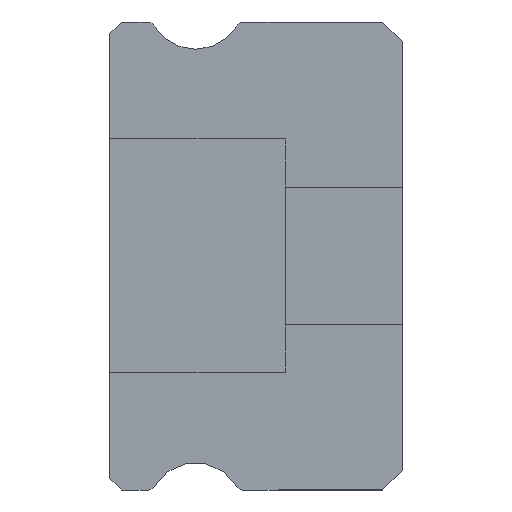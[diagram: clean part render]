
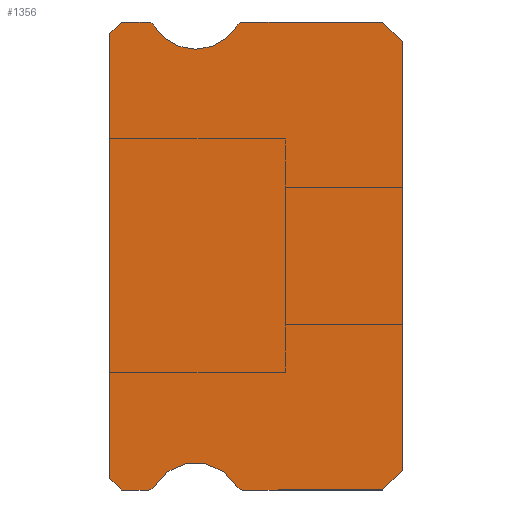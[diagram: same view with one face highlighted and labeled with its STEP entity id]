
A CAD part, left-side view. The second image highlights one B-rep face of the part: STEP entity #1356.
In plain terms, the highlighted planar face has unit normal (-1, 0, 0).
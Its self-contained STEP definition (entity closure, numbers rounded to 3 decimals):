
#15 = DIRECTION ( 'NONE',  ( 0., 0., -1. ) ) ;
#23 = CARTESIAN_POINT ( 'NONE',  ( -5., 7.5, 5.7 ) ) ;
#162 = CARTESIAN_POINT ( 'NONE',  ( -5., 6.512, 6. ) ) ;
#187 = DIRECTION ( 'NONE',  ( 0., 0., -1. ) ) ;
#217 = VECTOR ( 'NONE', #1234, 1000. ) ;
#232 = CARTESIAN_POINT ( 'NONE',  ( -5., 6.512, -6. ) ) ;
#302 = CARTESIAN_POINT ( 'NONE',  ( -5., 5.3, 5.3 ) ) ;
#381 = ORIENTED_EDGE ( 'NONE', *, *, #1511, .F. ) ;
#441 = LINE ( 'NONE', #4759, #1304 ) ;
#456 = LINE ( 'NONE', #8266, #2610 ) ;
#561 = LINE ( 'NONE', #2529, #8078 ) ;
#571 = VERTEX_POINT ( 'NONE', #3944 ) ;
#643 = EDGE_CURVE ( 'NONE', #4032, #6523, #3904, .T. ) ;
#650 = EDGE_LOOP ( 'NONE', ( #6362, #4045, #2593, #7211, #1649, #6842, #1691, #3554, #5676, #5446, #4492, #3406, #5957, #1461, #8185, #381, #8821 ) ) ;
#671 = CARTESIAN_POINT ( 'NONE',  ( -5., 6.512, -5.85 ) ) ;
#723 = CIRCLE ( 'NONE', #3829, 1.25 ) ;
#804 = DIRECTION ( 'NONE',  ( 1., 0., 0. ) ) ;
#851 = EDGE_CURVE ( 'NONE', #8108, #7314, #8463, .T. ) ;
#906 = CARTESIAN_POINT ( 'NONE',  ( -5., 0., -5.5 ) ) ;
#948 = AXIS2_PLACEMENT_3D ( 'NONE', #8936, #5940, #6031 ) ;
#1023 = EDGE_CURVE ( 'NONE', #7807, #6112, #1763, .T. ) ;
#1142 = VERTEX_POINT ( 'NONE', #7059 ) ;
#1234 = DIRECTION ( 'NONE',  ( 0., 0.707, -0.707 ) ) ;
#1304 = VECTOR ( 'NONE', #4806, 1000. ) ;
#1310 = CIRCLE ( 'NONE', #8669, 0.15 ) ;
#1316 = DIRECTION ( 'NONE',  ( -1., 0., 0. ) ) ;
#1346 = DIRECTION ( 'NONE',  ( 0., 0., -1. ) ) ;
#1356 = ADVANCED_FACE ( 'NONE', ( #3912 ), #1886, .F. ) ;
#1412 = LINE ( 'NONE', #4246, #8083 ) ;
#1461 = ORIENTED_EDGE ( 'NONE', *, *, #851, .F. ) ;
#1486 = CARTESIAN_POINT ( 'NONE',  ( -5., 5.3, 6.55 ) ) ;
#1511 = EDGE_CURVE ( 'NONE', #5105, #4028, #9058, .T. ) ;
#1649 = ORIENTED_EDGE ( 'NONE', *, *, #6436, .F. ) ;
#1691 = ORIENTED_EDGE ( 'NONE', *, *, #643, .F. ) ;
#1763 = LINE ( 'NONE', #232, #5948 ) ;
#1873 = CARTESIAN_POINT ( 'NONE',  ( -5., 6.512, -6. ) ) ;
#1886 = PLANE ( 'NONE',  #948 ) ;
#2014 = DIRECTION ( 'NONE',  ( -1., 0., 0. ) ) ;
#2088 = VERTEX_POINT ( 'NONE', #906 ) ;
#2111 = CARTESIAN_POINT ( 'NONE',  ( -5., 6.383, 5.925 ) ) ;
#2143 = AXIS2_PLACEMENT_3D ( 'NONE', #6307, #804, #8551 ) ;
#2173 = CARTESIAN_POINT ( 'NONE',  ( -5., 4.088, 5.85 ) ) ;
#2209 = CIRCLE ( 'NONE', #3386, 1.25 ) ;
#2320 = CARTESIAN_POINT ( 'NONE',  ( -5., 7.2, 6. ) ) ;
#2357 = EDGE_CURVE ( 'NONE', #2088, #7370, #456, .T. ) ;
#2441 = LINE ( 'NONE', #5116, #8536 ) ;
#2464 = EDGE_CURVE ( 'NONE', #7236, #4032, #4995, .T. ) ;
#2528 = CARTESIAN_POINT ( 'NONE',  ( -5., 6.383, -5.925 ) ) ;
#2529 = CARTESIAN_POINT ( 'NONE',  ( -5., 7.2, -6. ) ) ;
#2570 = DIRECTION ( 'NONE',  ( 0., -0.707, -0.707 ) ) ;
#2593 = ORIENTED_EDGE ( 'NONE', *, *, #7307, .T. ) ;
#2610 = VECTOR ( 'NONE', #4771, 1000. ) ;
#2886 = AXIS2_PLACEMENT_3D ( 'NONE', #1486, #5606, #187 ) ;
#2913 = VECTOR ( 'NONE', #8648, 1000. ) ;
#3169 = LINE ( 'NONE', #5938, #2913 ) ;
#3204 = CARTESIAN_POINT ( 'NONE',  ( -5., 4.217, 5.925 ) ) ;
#3277 = CARTESIAN_POINT ( 'NONE',  ( -5., 7.2, -6. ) ) ;
#3310 = VERTEX_POINT ( 'NONE', #2320 ) ;
#3386 = AXIS2_PLACEMENT_3D ( 'NONE', #6344, #1316, #15 ) ;
#3406 = ORIENTED_EDGE ( 'NONE', *, *, #8305, .F. ) ;
#3473 = AXIS2_PLACEMENT_3D ( 'NONE', #8224, #6946, #6295 ) ;
#3554 = ORIENTED_EDGE ( 'NONE', *, *, #2464, .F. ) ;
#3586 = DIRECTION ( 'NONE',  ( 0., 0., -1. ) ) ;
#3829 = AXIS2_PLACEMENT_3D ( 'NONE', #8357, #2014, #1346 ) ;
#3904 = CIRCLE ( 'NONE', #3473, 0.15 ) ;
#3912 = FACE_OUTER_BOUND ( 'NONE', #650, .T. ) ;
#3944 = CARTESIAN_POINT ( 'NONE',  ( -5., 4.088, 6. ) ) ;
#3955 = EDGE_CURVE ( 'NONE', #2088, #7236, #8337, .T. ) ;
#4028 = VERTEX_POINT ( 'NONE', #2111 ) ;
#4032 = VERTEX_POINT ( 'NONE', #6990 ) ;
#4045 = ORIENTED_EDGE ( 'NONE', *, *, #6878, .F. ) ;
#4157 = DIRECTION ( 'NONE',  ( 1., 0., 0. ) ) ;
#4222 = DIRECTION ( 'NONE',  ( 0., 1., 0. ) ) ;
#4246 = CARTESIAN_POINT ( 'NONE',  ( -5., 7.5, 5.7 ) ) ;
#4335 = EDGE_CURVE ( 'NONE', #5105, #3310, #4813, .T. ) ;
#4382 = EDGE_CURVE ( 'NONE', #7314, #571, #7191, .T. ) ;
#4492 = ORIENTED_EDGE ( 'NONE', *, *, #5024, .F. ) ;
#4703 = EDGE_CURVE ( 'NONE', #4028, #8108, #723, .T. ) ;
#4759 = CARTESIAN_POINT ( 'NONE',  ( -5., 6.512, 6. ) ) ;
#4771 = DIRECTION ( 'NONE',  ( 0., 0., 1. ) ) ;
#4806 = DIRECTION ( 'NONE',  ( 0., -1., 0. ) ) ;
#4813 = LINE ( 'NONE', #7602, #6022 ) ;
#4846 = VERTEX_POINT ( 'NONE', #5914 ) ;
#4983 = DIRECTION ( 'NONE',  ( 1., 0., 0. ) ) ;
#4995 = LINE ( 'NONE', #5548, #7877 ) ;
#5024 = EDGE_CURVE ( 'NONE', #1142, #7370, #3169, .T. ) ;
#5105 = VERTEX_POINT ( 'NONE', #162 ) ;
#5116 = CARTESIAN_POINT ( 'NONE',  ( -5., 7.5, 5.85 ) ) ;
#5446 = ORIENTED_EDGE ( 'NONE', *, *, #2357, .T. ) ;
#5540 = DIRECTION ( 'NONE',  ( 0., 1., 0. ) ) ;
#5548 = CARTESIAN_POINT ( 'NONE',  ( -5., 6.512, -6. ) ) ;
#5606 = DIRECTION ( 'NONE',  ( -1., 0., 0. ) ) ;
#5676 = ORIENTED_EDGE ( 'NONE', *, *, #3955, .F. ) ;
#5872 = EDGE_CURVE ( 'NONE', #3310, #6454, #1412, .T. ) ;
#5887 = AXIS2_PLACEMENT_3D ( 'NONE', #2173, #4983, #7781 ) ;
#5914 = CARTESIAN_POINT ( 'NONE',  ( -5., 7.5, -5.7 ) ) ;
#5938 = CARTESIAN_POINT ( 'NONE',  ( -5., 0.5, 6. ) ) ;
#5940 = DIRECTION ( 'NONE',  ( 1., 0., 0. ) ) ;
#5948 = VECTOR ( 'NONE', #8120, 1000. ) ;
#5957 = ORIENTED_EDGE ( 'NONE', *, *, #4382, .F. ) ;
#6022 = VECTOR ( 'NONE', #5540, 1000. ) ;
#6031 = DIRECTION ( 'NONE',  ( 0., 0., -1. ) ) ;
#6112 = VERTEX_POINT ( 'NONE', #1873 ) ;
#6295 = DIRECTION ( 'NONE',  ( 0., 0., -1. ) ) ;
#6307 = CARTESIAN_POINT ( 'NONE',  ( -5., 6.512, 5.85 ) ) ;
#6338 = CARTESIAN_POINT ( 'NONE',  ( -5., 0., 5.5 ) ) ;
#6344 = CARTESIAN_POINT ( 'NONE',  ( -5., 5.3, -6.55 ) ) ;
#6362 = ORIENTED_EDGE ( 'NONE', *, *, #5872, .T. ) ;
#6436 = EDGE_CURVE ( 'NONE', #8637, #6112, #1310, .T. ) ;
#6454 = VERTEX_POINT ( 'NONE', #23 ) ;
#6517 = EDGE_CURVE ( 'NONE', #6523, #8637, #2209, .T. ) ;
#6523 = VERTEX_POINT ( 'NONE', #8452 ) ;
#6842 = ORIENTED_EDGE ( 'NONE', *, *, #6517, .F. ) ;
#6878 = EDGE_CURVE ( 'NONE', #4846, #6454, #2441, .T. ) ;
#6946 = DIRECTION ( 'NONE',  ( 1., 0., 0. ) ) ;
#6990 = CARTESIAN_POINT ( 'NONE',  ( -5., 4.088, -6. ) ) ;
#7044 = DIRECTION ( 'NONE',  ( 0., 0.707, -0.707 ) ) ;
#7059 = CARTESIAN_POINT ( 'NONE',  ( -5., 0.5, 6. ) ) ;
#7191 = CIRCLE ( 'NONE', #5887, 0.15 ) ;
#7211 = ORIENTED_EDGE ( 'NONE', *, *, #1023, .T. ) ;
#7213 = CARTESIAN_POINT ( 'NONE',  ( -5., 0.5, -6. ) ) ;
#7236 = VERTEX_POINT ( 'NONE', #7213 ) ;
#7307 = EDGE_CURVE ( 'NONE', #4846, #7807, #561, .T. ) ;
#7314 = VERTEX_POINT ( 'NONE', #3204 ) ;
#7370 = VERTEX_POINT ( 'NONE', #6338 ) ;
#7602 = CARTESIAN_POINT ( 'NONE',  ( -5., 7.2, 6. ) ) ;
#7781 = DIRECTION ( 'NONE',  ( 0., 0., -1. ) ) ;
#7807 = VERTEX_POINT ( 'NONE', #3277 ) ;
#7877 = VECTOR ( 'NONE', #4222, 1000. ) ;
#8045 = DIRECTION ( 'NONE',  ( 0., 0., 1. ) ) ;
#8078 = VECTOR ( 'NONE', #2570, 1000. ) ;
#8083 = VECTOR ( 'NONE', #7044, 1000. ) ;
#8108 = VERTEX_POINT ( 'NONE', #302 ) ;
#8120 = DIRECTION ( 'NONE',  ( 0., -1., 0. ) ) ;
#8185 = ORIENTED_EDGE ( 'NONE', *, *, #4703, .F. ) ;
#8224 = CARTESIAN_POINT ( 'NONE',  ( -5., 4.088, -5.85 ) ) ;
#8250 = CARTESIAN_POINT ( 'NONE',  ( -5., 0., -5.5 ) ) ;
#8266 = CARTESIAN_POINT ( 'NONE',  ( -5., 0., 5.5 ) ) ;
#8305 = EDGE_CURVE ( 'NONE', #571, #1142, #441, .T. ) ;
#8337 = LINE ( 'NONE', #8250, #217 ) ;
#8357 = CARTESIAN_POINT ( 'NONE',  ( -5., 5.3, 6.55 ) ) ;
#8452 = CARTESIAN_POINT ( 'NONE',  ( -5., 4.217, -5.925 ) ) ;
#8463 = CIRCLE ( 'NONE', #2886, 1.25 ) ;
#8536 = VECTOR ( 'NONE', #8045, 1000. ) ;
#8551 = DIRECTION ( 'NONE',  ( 0., 0., -1. ) ) ;
#8637 = VERTEX_POINT ( 'NONE', #2528 ) ;
#8648 = DIRECTION ( 'NONE',  ( 0., -0.707, -0.707 ) ) ;
#8669 = AXIS2_PLACEMENT_3D ( 'NONE', #671, #4157, #3586 ) ;
#8821 = ORIENTED_EDGE ( 'NONE', *, *, #4335, .T. ) ;
#8936 = CARTESIAN_POINT ( 'NONE',  ( -5., 6.512, 5.85 ) ) ;
#9058 = CIRCLE ( 'NONE', #2143, 0.15 ) ;
